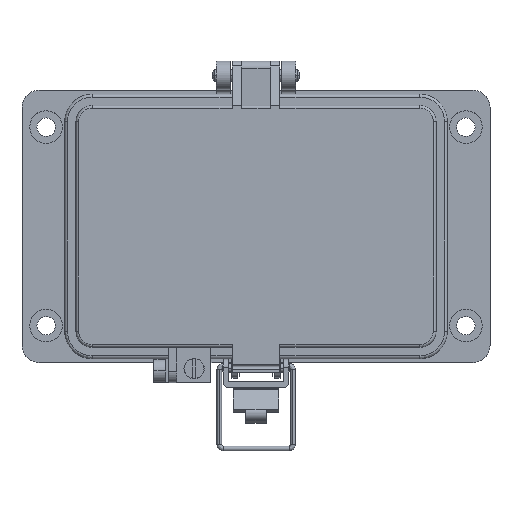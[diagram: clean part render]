
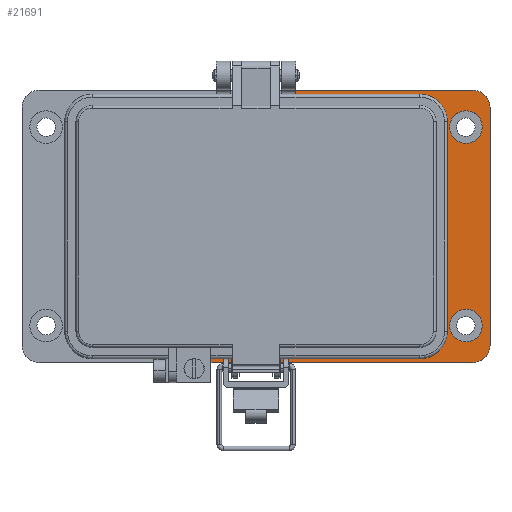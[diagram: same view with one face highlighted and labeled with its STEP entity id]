
A CAD part, top view. The second image highlights one B-rep face of the part: STEP entity #21691.
In plain terms, the highlighted planar face has unit normal (0, 0, 1).
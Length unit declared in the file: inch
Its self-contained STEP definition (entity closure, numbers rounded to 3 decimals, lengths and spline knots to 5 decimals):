
#777 = CARTESIAN_POINT ( 'NONE',  ( 3.13901, -1.3776, -0.0814 ) ) ;
#1413 = VECTOR ( 'NONE', #14762, 39.37008 ) ;
#1612 = PLANE ( 'NONE',  #5067 ) ;
#2035 = AXIS2_PLACEMENT_3D ( 'NONE', #16182, #5615, #17941 ) ;
#2087 = VERTEX_POINT ( 'NONE', #8768 ) ;
#2127 = EDGE_CURVE ( 'NONE', #4114, #9089, #8127, .T. ) ;
#2128 = CARTESIAN_POINT ( 'NONE',  ( 0.55109, 1.88928, -0.0814 ) ) ;
#2720 = VERTEX_POINT ( 'NONE', #4489 ) ;
#2818 = VECTOR ( 'NONE', #19698, 39.37008 ) ;
#2857 = AXIS2_PLACEMENT_3D ( 'NONE', #3849, #16154, #5593 ) ;
#2940 = CIRCLE ( 'NONE', #2857, 0.22632 ) ;
#3411 = ORIENTED_EDGE ( 'NONE', *, *, #18591, .T. ) ;
#3641 = AXIS2_PLACEMENT_3D ( 'NONE', #16301, #5727, #18059 ) ;
#3738 = CIRCLE ( 'NONE', #17099, 0.23616 ) ;
#3849 = CARTESIAN_POINT ( 'NONE',  ( 2.91269, 1.3776, -0.0814 ) ) ;
#4046 = ORIENTED_EDGE ( 'NONE', *, *, #7941, .T. ) ;
#4114 = VERTEX_POINT ( 'NONE', #9486 ) ;
#4406 = ORIENTED_EDGE ( 'NONE', *, *, #11497, .T. ) ;
#4408 = DIRECTION ( 'NONE',  ( 0., 0., -1. ) ) ;
#4489 = CARTESIAN_POINT ( 'NONE',  ( 2.68637, -1.3776, -0.0814 ) ) ;
#4503 = VERTEX_POINT ( 'NONE', #12098 ) ;
#4589 = DIRECTION ( 'NONE',  ( 0., -1., 0. ) ) ;
#4597 = CARTESIAN_POINT ( 'NONE',  ( -0.70843, -1.7712, -0.0814 ) ) ;
#4626 = ORIENTED_EDGE ( 'NONE', *, *, #2127, .T. ) ;
#4713 = VERTEX_POINT ( 'NONE', #4597 ) ;
#4964 = CARTESIAN_POINT ( 'NONE',  ( 2.91269, -1.3776, -0.0814 ) ) ;
#4968 = VECTOR ( 'NONE', #17484, 39.37008 ) ;
#5067 = AXIS2_PLACEMENT_3D ( 'NONE', #6963, #19287, #8720 ) ;
#5159 = VERTEX_POINT ( 'NONE', #21939 ) ;
#5180 = VECTOR ( 'NONE', #4589, 39.37008 ) ;
#5188 = CARTESIAN_POINT ( 'NONE',  ( -2.37891, -1.7712, -0.0814 ) ) ;
#5330 = DIRECTION ( 'NONE',  ( 0., 1., 0. ) ) ;
#5513 = ORIENTED_EDGE ( 'NONE', *, *, #21974, .F. ) ;
#5593 = DIRECTION ( 'NONE',  ( -1., 0., 0. ) ) ;
#5615 = DIRECTION ( 'NONE',  ( 0., 0., -1. ) ) ;
#5626 = LINE ( 'NONE', #7094, #18590 ) ;
#5651 = EDGE_CURVE ( 'NONE', #2720, #10372, #14154, .T. ) ;
#5727 = DIRECTION ( 'NONE',  ( 0., 0., -1. ) ) ;
#5873 = FACE_BOUND ( 'NONE', #13478, .T. ) ;
#6689 = DIRECTION ( 'NONE',  ( -1., 0., 0. ) ) ;
#6696 = ORIENTED_EDGE ( 'NONE', *, *, #19890, .F. ) ;
#6702 = CIRCLE ( 'NONE', #18322, 0.23616 ) ;
#6722 = VERTEX_POINT ( 'NONE', #6880 ) ;
#6862 = CARTESIAN_POINT ( 'NONE',  ( 0.55109, 0.21352, -0.0814 ) ) ;
#6879 = VECTOR ( 'NONE', #11787, 39.37008 ) ;
#6880 = CARTESIAN_POINT ( 'NONE',  ( 3.24725, -1.65312, -0.0814 ) ) ;
#6963 = CARTESIAN_POINT ( 'NONE',  ( -2.37891, 0.21352, -0.0814 ) ) ;
#7077 = CIRCLE ( 'NONE', #3641, 0.30701 ) ;
#7094 = CARTESIAN_POINT ( 'NONE',  ( -0.70843, -2.00736, -0.0814 ) ) ;
#7187 = AXIS2_PLACEMENT_3D ( 'NONE', #4964, #17246, #6689 ) ;
#7250 = DIRECTION ( 'NONE',  ( 0., 0., -1. ) ) ;
#7272 = CIRCLE ( 'NONE', #14489, 0.22632 ) ;
#7552 = ORIENTED_EDGE ( 'NONE', *, *, #20017, .T. ) ;
#7700 = ORIENTED_EDGE ( 'NONE', *, *, #8652, .T. ) ;
#7941 = EDGE_CURVE ( 'NONE', #2087, #12655, #17496, .T. ) ;
#8127 = CIRCLE ( 'NONE', #2035, 0.30701 ) ;
#8130 = VERTEX_POINT ( 'NONE', #20364 ) ;
#8188 = EDGE_CURVE ( 'NONE', #8130, #18574, #6702, .T. ) ;
#8285 = EDGE_CURVE ( 'NONE', #17342, #5159, #17451, .T. ) ;
#8558 = DIRECTION ( 'NONE',  ( 0., -1., 0. ) ) ;
#8652 = EDGE_CURVE ( 'NONE', #5159, #4114, #13014, .T. ) ;
#8720 = DIRECTION ( 'NONE',  ( 1., 0., 0. ) ) ;
#8768 = CARTESIAN_POINT ( 'NONE',  ( -0.70843, -1.88928, -0.0814 ) ) ;
#9053 = CARTESIAN_POINT ( 'NONE',  ( 2.59781, 1.46428, -0.0814 ) ) ;
#9089 = VERTEX_POINT ( 'NONE', #9053 ) ;
#9486 = CARTESIAN_POINT ( 'NONE',  ( 2.2908, 1.7712, -0.0814 ) ) ;
#9803 = EDGE_CURVE ( 'NONE', #10372, #2720, #7272, .T. ) ;
#10009 = FACE_BOUND ( 'NONE', #12479, .T. ) ;
#10101 = DIRECTION ( 'NONE',  ( 0., 0., -1. ) ) ;
#10372 = VERTEX_POINT ( 'NONE', #777 ) ;
#10392 = DIRECTION ( 'NONE',  ( 0., 0., -1. ) ) ;
#10558 = FACE_OUTER_BOUND ( 'NONE', #11355, .T. ) ;
#10649 = CARTESIAN_POINT ( 'NONE',  ( 2.68637, 1.3776, -0.0814 ) ) ;
#10782 = AXIS2_PLACEMENT_3D ( 'NONE', #17795, #7250, #19584 ) ;
#11026 = ORIENTED_EDGE ( 'NONE', *, *, #14341, .F. ) ;
#11278 = ORIENTED_EDGE ( 'NONE', *, *, #9803, .T. ) ;
#11353 = VERTEX_POINT ( 'NONE', #15049 ) ;
#11355 = EDGE_LOOP ( 'NONE', ( #7552, #3411, #4406, #17291, #4046, #5513, #11026, #11803, #12746, #6696, #11918, #7700, #4626 ) ) ;
#11380 = CARTESIAN_POINT ( 'NONE',  ( -0.07867, -1.88928, -0.0814 ) ) ;
#11497 = EDGE_CURVE ( 'NONE', #16557, #4713, #14320, .T. ) ;
#11553 = LINE ( 'NONE', #15283, #6879 ) ;
#11787 = DIRECTION ( 'NONE',  ( -1., 0., 0. ) ) ;
#11803 = ORIENTED_EDGE ( 'NONE', *, *, #20611, .F. ) ;
#11918 = ORIENTED_EDGE ( 'NONE', *, *, #8285, .T. ) ;
#12025 = LINE ( 'NONE', #13326, #5180 ) ;
#12098 = CARTESIAN_POINT ( 'NONE',  ( 2.59781, -1.4641, -0.0814 ) ) ;
#12479 = EDGE_LOOP ( 'NONE', ( #18880, #11278 ) ) ;
#12655 = VERTEX_POINT ( 'NONE', #20021 ) ;
#12746 = ORIENTED_EDGE ( 'NONE', *, *, #8188, .F. ) ;
#13014 = LINE ( 'NONE', #14873, #21301 ) ;
#13326 = CARTESIAN_POINT ( 'NONE',  ( 3.24725, -1.65312, -0.0814 ) ) ;
#13478 = EDGE_LOOP ( 'NONE', ( #16221, #19795 ) ) ;
#14154 = CIRCLE ( 'NONE', #7187, 0.22632 ) ;
#14320 = LINE ( 'NONE', #5188, #4968 ) ;
#14341 = EDGE_CURVE ( 'NONE', #6722, #22774, #3738, .T. ) ;
#14439 = EDGE_CURVE ( 'NONE', #2087, #4713, #5626, .T. ) ;
#14489 = AXIS2_PLACEMENT_3D ( 'NONE', #14941, #4408, #16704 ) ;
#14762 = DIRECTION ( 'NONE',  ( 0., -1., 0. ) ) ;
#14873 = CARTESIAN_POINT ( 'NONE',  ( -2.37891, 1.7712, -0.0814 ) ) ;
#14941 = CARTESIAN_POINT ( 'NONE',  ( 2.91269, -1.3776, -0.0814 ) ) ;
#15049 = CARTESIAN_POINT ( 'NONE',  ( 3.13901, 1.3776, -0.0814 ) ) ;
#15283 = CARTESIAN_POINT ( 'NONE',  ( 0.42323, -1.88928, -0.0814 ) ) ;
#16154 = DIRECTION ( 'NONE',  ( 0., 0., -1. ) ) ;
#16182 = CARTESIAN_POINT ( 'NONE',  ( 2.2908, 1.46419, -0.0814 ) ) ;
#16215 = CARTESIAN_POINT ( 'NONE',  ( 3.24725, 1.65312, -0.0814 ) ) ;
#16221 = ORIENTED_EDGE ( 'NONE', *, *, #22146, .T. ) ;
#16301 = CARTESIAN_POINT ( 'NONE',  ( 2.2908, -1.46419, -0.0814 ) ) ;
#16557 = VERTEX_POINT ( 'NONE', #16982 ) ;
#16649 = DIRECTION ( 'NONE',  ( 1., 0., 0. ) ) ;
#16704 = DIRECTION ( 'NONE',  ( -1., 0., 0. ) ) ;
#16749 = VERTEX_POINT ( 'NONE', #10649 ) ;
#16816 = LINE ( 'NONE', #19777, #2818 ) ;
#16982 = CARTESIAN_POINT ( 'NONE',  ( 2.29095, -1.7712, -0.0814 ) ) ;
#17099 = AXIS2_PLACEMENT_3D ( 'NONE', #20986, #10392, #22725 ) ;
#17246 = DIRECTION ( 'NONE',  ( 0., 0., -1. ) ) ;
#17291 = ORIENTED_EDGE ( 'NONE', *, *, #14439, .F. ) ;
#17342 = VERTEX_POINT ( 'NONE', #2128 ) ;
#17451 = LINE ( 'NONE', #6862, #21599 ) ;
#17484 = DIRECTION ( 'NONE',  ( -1., 0., 0. ) ) ;
#17496 = LINE ( 'NONE', #11380, #21632 ) ;
#17599 = CIRCLE ( 'NONE', #10782, 0.22632 ) ;
#17635 = LINE ( 'NONE', #18376, #1413 ) ;
#17767 = CARTESIAN_POINT ( 'NONE',  ( 3.01109, -1.88928, -0.0814 ) ) ;
#17795 = CARTESIAN_POINT ( 'NONE',  ( 2.91269, 1.3776, -0.0814 ) ) ;
#17941 = DIRECTION ( 'NONE',  ( -1., 0., 0. ) ) ;
#18059 = DIRECTION ( 'NONE',  ( -1., 0., 0. ) ) ;
#18322 = AXIS2_PLACEMENT_3D ( 'NONE', #20693, #10101, #22439 ) ;
#18376 = CARTESIAN_POINT ( 'NONE',  ( 2.59781, 0.21352, -0.0814 ) ) ;
#18499 = DIRECTION ( 'NONE',  ( 1., 0., 0. ) ) ;
#18574 = VERTEX_POINT ( 'NONE', #16215 ) ;
#18590 = VECTOR ( 'NONE', #5330, 39.37008 ) ;
#18591 = EDGE_CURVE ( 'NONE', #4503, #16557, #7077, .T. ) ;
#18880 = ORIENTED_EDGE ( 'NONE', *, *, #5651, .T. ) ;
#19287 = DIRECTION ( 'NONE',  ( 0., 0., 1. ) ) ;
#19584 = DIRECTION ( 'NONE',  ( -1., 0., 0. ) ) ;
#19698 = DIRECTION ( 'NONE',  ( 1., 0., 0. ) ) ;
#19777 = CARTESIAN_POINT ( 'NONE',  ( 3.01099, 1.88928, -0.0814 ) ) ;
#19795 = ORIENTED_EDGE ( 'NONE', *, *, #21265, .T. ) ;
#19890 = EDGE_CURVE ( 'NONE', #17342, #8130, #16816, .T. ) ;
#20017 = EDGE_CURVE ( 'NONE', #9089, #4503, #17635, .T. ) ;
#20021 = CARTESIAN_POINT ( 'NONE',  ( 0.55109, -1.88928, -0.0814 ) ) ;
#20364 = CARTESIAN_POINT ( 'NONE',  ( 3.01099, 1.88928, -0.0814 ) ) ;
#20611 = EDGE_CURVE ( 'NONE', #18574, #6722, #12025, .T. ) ;
#20693 = CARTESIAN_POINT ( 'NONE',  ( 3.01109, 1.65312, -0.0814 ) ) ;
#20986 = CARTESIAN_POINT ( 'NONE',  ( 3.01109, -1.65312, -0.0814 ) ) ;
#21265 = EDGE_CURVE ( 'NONE', #11353, #16749, #2940, .T. ) ;
#21301 = VECTOR ( 'NONE', #16649, 39.37008 ) ;
#21599 = VECTOR ( 'NONE', #8558, 39.37008 ) ;
#21632 = VECTOR ( 'NONE', #18499, 39.37008 ) ;
#21691 = ADVANCED_FACE ( 'NONE', ( #10558, #10009, #5873 ), #1612, .T. ) ;
#21939 = CARTESIAN_POINT ( 'NONE',  ( 0.55109, 1.7712, -0.0814 ) ) ;
#21974 = EDGE_CURVE ( 'NONE', #22774, #12655, #11553, .T. ) ;
#22146 = EDGE_CURVE ( 'NONE', #16749, #11353, #17599, .T. ) ;
#22439 = DIRECTION ( 'NONE',  ( -1., 0., 0. ) ) ;
#22725 = DIRECTION ( 'NONE',  ( -1., 0., 0. ) ) ;
#22774 = VERTEX_POINT ( 'NONE', #17767 ) ;
